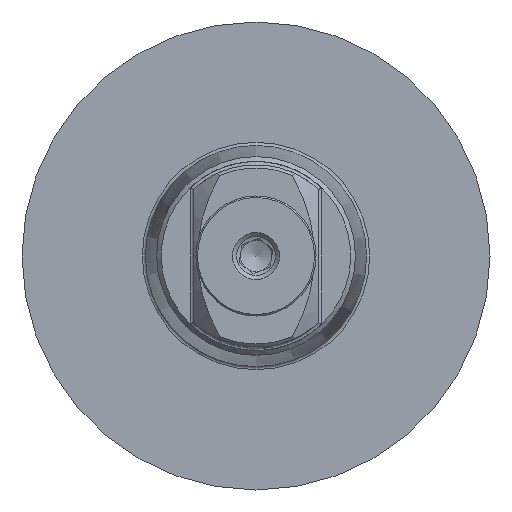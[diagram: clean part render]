
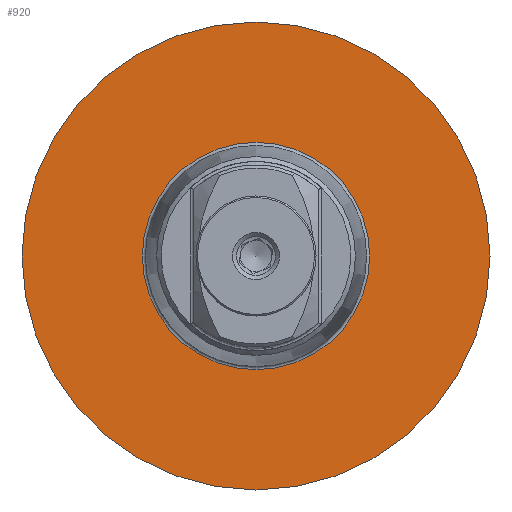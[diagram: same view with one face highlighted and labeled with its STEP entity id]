
A CAD part, left-side view. The second image highlights one B-rep face of the part: STEP entity #920.
In plain terms, the highlighted planar face has unit normal (-1, 0, 0).
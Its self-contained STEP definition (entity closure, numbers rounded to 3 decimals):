
#167 = VERTEX_POINT ( 'NONE', #1292 ) ;
#224 = AXIS2_PLACEMENT_3D ( 'NONE', #1203, #949, #594 ) ;
#230 = CIRCLE ( 'NONE', #935, 7.287 ) ;
#379 = VERTEX_POINT ( 'NONE', #1300 ) ;
#429 = ORIENTED_EDGE ( 'NONE', *, *, #1353, .F. ) ;
#464 = ORIENTED_EDGE ( 'NONE', *, *, #710, .T. ) ;
#489 = CARTESIAN_POINT ( 'NONE',  ( 0., 7.287, 0. ) ) ;
#556 = EDGE_LOOP ( 'NONE', ( #429 ) ) ;
#594 = DIRECTION ( 'NONE',  ( 0., 0., 1. ) ) ;
#703 = FACE_BOUND ( 'NONE', #556, .T. ) ;
#710 = EDGE_CURVE ( 'NONE', #167, #167, #844, .T. ) ;
#844 = CIRCLE ( 'NONE', #224, 15. ) ;
#846 = DIRECTION ( 'NONE',  ( 0., 0., -1. ) ) ;
#920 = ADVANCED_FACE ( 'NONE', ( #703, #1411 ), #1214, .F. ) ;
#935 = AXIS2_PLACEMENT_3D ( 'NONE', #1369, #1501, #1487 ) ;
#949 = DIRECTION ( 'NONE',  ( -1., 0., 0. ) ) ;
#1141 = AXIS2_PLACEMENT_3D ( 'NONE', #489, #1325, #846 ) ;
#1203 = CARTESIAN_POINT ( 'NONE',  ( 0., 0., 0. ) ) ;
#1214 = PLANE ( 'NONE',  #1141 ) ;
#1292 = CARTESIAN_POINT ( 'NONE',  ( 0., 0., 15. ) ) ;
#1300 = CARTESIAN_POINT ( 'NONE',  ( 0., 0., 7.287 ) ) ;
#1325 = DIRECTION ( 'NONE',  ( 1., 0., 0. ) ) ;
#1353 = EDGE_CURVE ( 'NONE', #379, #379, #230, .T. ) ;
#1369 = CARTESIAN_POINT ( 'NONE',  ( 0., 0., 0. ) ) ;
#1399 = EDGE_LOOP ( 'NONE', ( #464 ) ) ;
#1411 = FACE_OUTER_BOUND ( 'NONE', #1399, .T. ) ;
#1487 = DIRECTION ( 'NONE',  ( 0., 0., 1. ) ) ;
#1501 = DIRECTION ( 'NONE',  ( -1., 0., 0. ) ) ;
